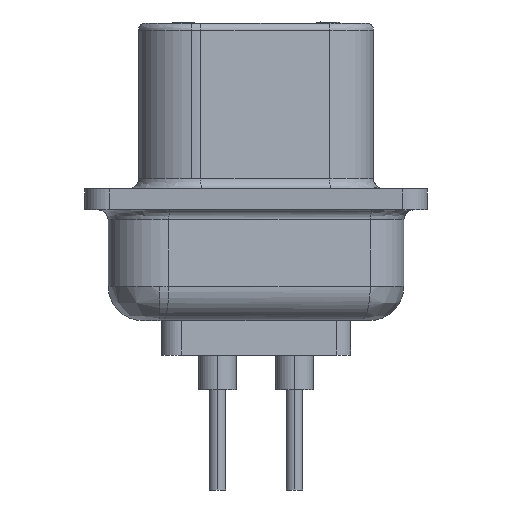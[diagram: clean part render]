
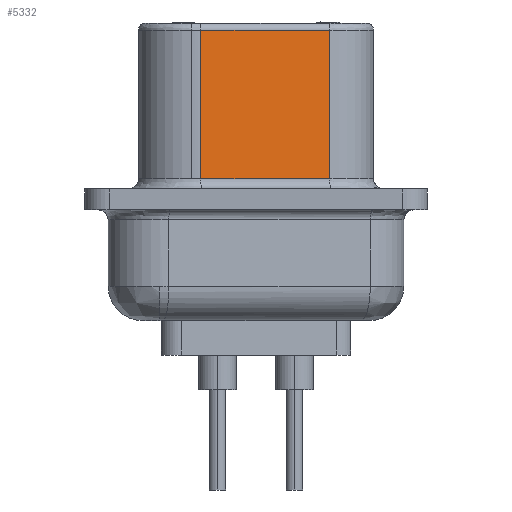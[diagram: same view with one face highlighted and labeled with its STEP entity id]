
A CAD part, left-side view. The second image highlights one B-rep face of the part: STEP entity #5332.
In plain terms, the highlighted planar face has unit normal (-0.985, -0.174, 0).
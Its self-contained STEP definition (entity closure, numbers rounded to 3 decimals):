
#432 = ORIENTED_EDGE ( 'NONE', *, *, #5028, .F. ) ;
#560 = CARTESIAN_POINT ( 'NONE',  ( -22.321, 0.613, 13.233 ) ) ;
#658 = CARTESIAN_POINT ( 'NONE',  ( -21.483, -4.137, 7.772 ) ) ;
#885 = VERTEX_POINT ( 'NONE', #658 ) ;
#931 = CARTESIAN_POINT ( 'NONE',  ( -21.483, -4.137, 7.772 ) ) ;
#1550 = ORIENTED_EDGE ( 'NONE', *, *, #9218, .F. ) ;
#1838 = CARTESIAN_POINT ( 'NONE',  ( -21.483, -4.137, 13.233 ) ) ;
#2076 = PLANE ( 'NONE',  #7323 ) ;
#2114 = DIRECTION ( 'NONE',  ( 0.985, 0.174, 0. ) ) ;
#2652 = LINE ( 'NONE', #931, #12579 ) ;
#2755 = DIRECTION ( 'NONE',  ( 0.174, -0.985, 0. ) ) ;
#3028 = CARTESIAN_POINT ( 'NONE',  ( -21.483, -4.137, 13.487 ) ) ;
#3587 = CARTESIAN_POINT ( 'NONE',  ( -22.321, 0.613, 7.772 ) ) ;
#3717 = EDGE_LOOP ( 'NONE', ( #11203, #432, #8892, #1550 ) ) ;
#3788 = LINE ( 'NONE', #5493, #5017 ) ;
#4422 = FACE_OUTER_BOUND ( 'NONE', #3717, .T. ) ;
#4507 = VERTEX_POINT ( 'NONE', #11733 ) ;
#5017 = VECTOR ( 'NONE', #8547, 1000. ) ;
#5028 = EDGE_CURVE ( 'NONE', #4507, #885, #9095, .T. ) ;
#5332 = ADVANCED_FACE ( 'NONE', ( #4422 ), #2076, .F. ) ;
#5493 = CARTESIAN_POINT ( 'NONE',  ( -22.321, 0.613, 13.487 ) ) ;
#6055 = VERTEX_POINT ( 'NONE', #560 ) ;
#6455 = VECTOR ( 'NONE', #12637, 1000. ) ;
#6771 = CARTESIAN_POINT ( 'NONE',  ( -21.483, -4.137, 13.487 ) ) ;
#6850 = VECTOR ( 'NONE', #2755, 1000. ) ;
#7323 = AXIS2_PLACEMENT_3D ( 'NONE', #3028, #2114, #8129 ) ;
#7781 = LINE ( 'NONE', #1838, #6850 ) ;
#8129 = DIRECTION ( 'NONE',  ( -0.174, 0.985, 0. ) ) ;
#8547 = DIRECTION ( 'NONE',  ( 0., 0., 1. ) ) ;
#8892 = ORIENTED_EDGE ( 'NONE', *, *, #10584, .F. ) ;
#9095 = LINE ( 'NONE', #6771, #6455 ) ;
#9218 = EDGE_CURVE ( 'NONE', #11195, #6055, #3788, .T. ) ;
#10186 = EDGE_CURVE ( 'NONE', #11195, #885, #2652, .T. ) ;
#10584 = EDGE_CURVE ( 'NONE', #6055, #4507, #7781, .T. ) ;
#11195 = VERTEX_POINT ( 'NONE', #3587 ) ;
#11203 = ORIENTED_EDGE ( 'NONE', *, *, #10186, .T. ) ;
#11733 = CARTESIAN_POINT ( 'NONE',  ( -21.483, -4.137, 13.233 ) ) ;
#11923 = DIRECTION ( 'NONE',  ( 0.174, -0.985, 0. ) ) ;
#12579 = VECTOR ( 'NONE', #11923, 1000. ) ;
#12637 = DIRECTION ( 'NONE',  ( 0., 0., -1. ) ) ;
